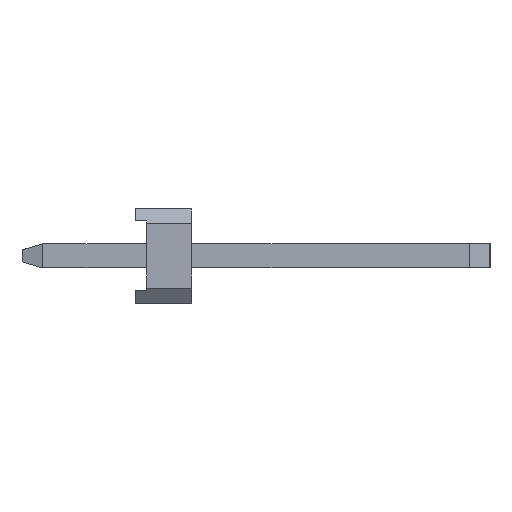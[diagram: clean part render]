
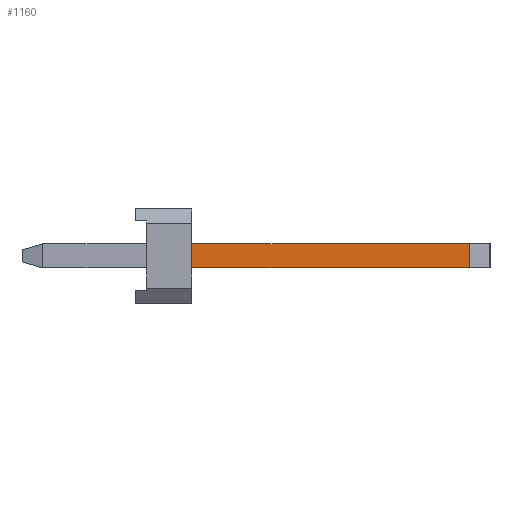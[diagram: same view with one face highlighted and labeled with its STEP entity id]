
A CAD part, left-side view. The second image highlights one B-rep face of the part: STEP entity #1160.
In plain terms, the highlighted planar face has unit normal (-1, 0, 0).
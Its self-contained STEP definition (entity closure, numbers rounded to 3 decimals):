
#1160=ADVANCED_FACE('',(#2531),#2532,.T.);
#2531=FACE_OUTER_BOUND('',#4150,.T.);
#2532=PLANE('',#4151);
#4150=EDGE_LOOP('',(#7371,#7372,#7373,#7374));
#4151=AXIS2_PLACEMENT_3D('',#7375,#7376,#7377);
#7371=ORIENTED_EDGE('',*,*,#10710,.F.);
#7372=ORIENTED_EDGE('',*,*,#10704,.F.);
#7373=ORIENTED_EDGE('',*,*,#10711,.F.);
#7374=ORIENTED_EDGE('',*,*,#10712,.F.);
#7375=CARTESIAN_POINT('',(-24.45,-3.2,0.5));
#7376=DIRECTION('',(-1.0,0.,0.));
#7377=DIRECTION('',(0.,1.0,0.));
#10704=EDGE_CURVE('',#13054,#13046,#13056,.T.);
#10710=EDGE_CURVE('',#13046,#13064,#13065,.T.);
#10711=EDGE_CURVE('',#13066,#13054,#13067,.T.);
#10712=EDGE_CURVE('',#13064,#13066,#13068,.T.);
#13046=VERTEX_POINT('',#16542);
#13054=VERTEX_POINT('',#16554);
#13056=LINE('',#16557,#16558);
#13064=VERTEX_POINT('',#16569);
#13065=LINE('',#16570,#16571);
#13066=VERTEX_POINT('',#16572);
#13067=LINE('',#16573,#16574);
#13068=LINE('',#16575,#16576);
#16542=CARTESIAN_POINT('',(-24.45,-1.5,-0.32));
#16554=CARTESIAN_POINT('',(-24.45,-8.854,-0.32));
#16557=CARTESIAN_POINT('',(-24.45,-3.46,-0.32));
#16558=VECTOR('',#19203,1.0);
#16569=CARTESIAN_POINT('',(-24.45,-1.5,0.32));
#16570=CARTESIAN_POINT('',(-24.45,-1.5,0.249));
#16571=VECTOR('',#19207,1.0);
#16572=CARTESIAN_POINT('',(-24.45,-8.854,0.32));
#16573=CARTESIAN_POINT('',(-24.45,-8.854,0.5));
#16574=VECTOR('',#19208,1.0);
#16575=CARTESIAN_POINT('',(-24.45,-3.46,0.32));
#16576=VECTOR('',#19209,1.0);
#19203=DIRECTION('',(0.,1.0,0.));
#19207=DIRECTION('',(0.,0.,1.0));
#19208=DIRECTION('',(0.0,0.,-1.0));
#19209=DIRECTION('',(0.,-1.0,0.));
